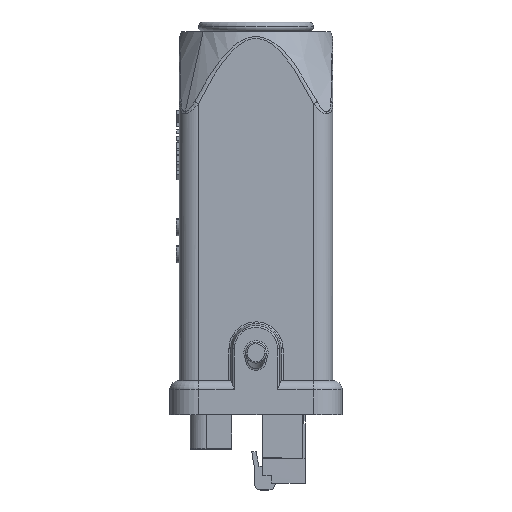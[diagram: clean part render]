
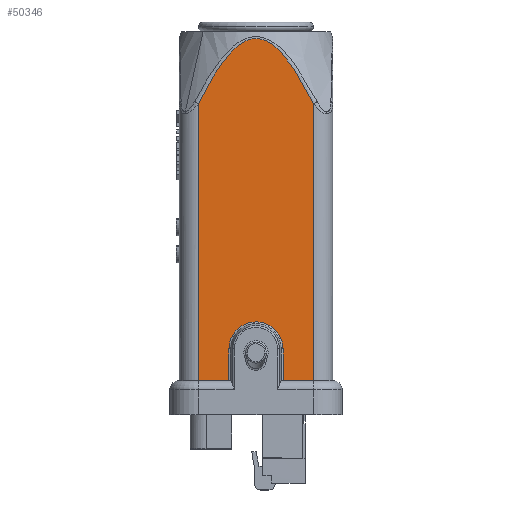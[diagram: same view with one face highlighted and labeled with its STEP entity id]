
A CAD part, top view. The second image highlights one B-rep face of the part: STEP entity #50346.
In plain terms, the highlighted face is planar.
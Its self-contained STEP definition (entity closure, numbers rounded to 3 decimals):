
#39503=DIRECTION('',(0.,1.,0.));
#39504=VECTOR('',#39503,43.427);
#39505=CARTESIAN_POINT('',(-12.,5.3,-9.));
#39506=LINE('',#39505,#39504);
#42941=DIRECTION('',(0.,-1.,0.));
#42942=VECTOR('',#42941,5.);
#42943=CARTESIAN_POINT('',(-12.,10.3,-4.23));
#42944=LINE('',#42943,#42942);
#43073=DIRECTION('',(0.,1.,0.));
#43074=VECTOR('',#43073,5.);
#43075=CARTESIAN_POINT('',(-12.,5.3,4.23));
#43076=LINE('',#43075,#43074);
#43087=CARTESIAN_POINT('',(-12.,10.3,0.));
#43088=DIRECTION('',(1.,0.,0.));
#43089=DIRECTION('',(0.,0.043,-0.999));
#43090=AXIS2_PLACEMENT_3D('',#43087,#43088,#43089);
#43095=CARTESIAN_POINT('',(-12.,10.3,0.));
#43096=DIRECTION('',(1.,0.,0.));
#43097=DIRECTION('',(0.,0.,-1.));
#43098=AXIS2_PLACEMENT_3D('',#43095,#43096,#43097);
#43103=DIRECTION('',(0.,0.,1.));
#43104=VECTOR('',#43103,4.77);
#43105=CARTESIAN_POINT('',(-12.,5.3,-9.));
#43106=LINE('',#43105,#43104);
#43110=CARTESIAN_POINT('',(-12.,48.727,
9.));
#43111=CARTESIAN_POINT('',(-12.,49.171,
8.778));
#43112=CARTESIAN_POINT('',(-12.,50.163,
8.273));
#43113=CARTESIAN_POINT('',(-12.,51.683,
7.451));
#43114=CARTESIAN_POINT('',(-12.,53.24,
6.536));
#43115=CARTESIAN_POINT('',(-12.,54.667,
5.605));
#43116=CARTESIAN_POINT('',(-12.,55.902,
4.684));
#43117=CARTESIAN_POINT('',(-12.,56.929,
3.781));
#43118=CARTESIAN_POINT('',(-12.,57.744,
2.896));
#43119=CARTESIAN_POINT('',(-12.,58.346,2.023));
#43120=CARTESIAN_POINT('',(-12.,58.731,
1.173));
#43121=CARTESIAN_POINT('',(-12.,58.91,
0.347));
#43122=CARTESIAN_POINT('',(-12.,58.896,
-0.465));
#43123=CARTESIAN_POINT('',(-12.,58.689,
-1.292));
#43124=CARTESIAN_POINT('',(-12.,58.276,
-2.142));
#43125=CARTESIAN_POINT('',(-12.,57.647,
-3.013));
#43126=CARTESIAN_POINT('',(-12.,56.81,
-3.894));
#43127=CARTESIAN_POINT('',(-12.,55.771,
-4.788));
#43128=CARTESIAN_POINT('',(-12.,54.538,
-5.693));
#43129=CARTESIAN_POINT('',(-12.,53.129,
-6.603));
#43130=CARTESIAN_POINT('',(-12.,51.601,
-7.496));
#43131=CARTESIAN_POINT('',(-12.,50.118,
-8.295));
#43132=CARTESIAN_POINT('',(-12.,49.154,
-8.787));
#43133=CARTESIAN_POINT('',(-12.,48.727,
-9.));
#43138=DIRECTION('',(0.,0.,1.));
#43139=VECTOR('',#43138,4.77);
#43140=CARTESIAN_POINT('',(-12.,5.3,4.23));
#43141=LINE('',#43140,#43139);
#43268=DIRECTION('',(0.,-1.,0.));
#43269=VECTOR('',#43268,43.427);
#43270=CARTESIAN_POINT('',(-12.,48.727,
9.));
#43271=LINE('',#43270,#43269);
#45166=CARTESIAN_POINT('',(-12.,5.3,-9.));
#45167=VERTEX_POINT('',#45166);
#45168=CARTESIAN_POINT('',(-12.,48.727,
-9.));
#45169=VERTEX_POINT('',#45168);
#45512=VERTEX_POINT('',#43110);
#45515=CARTESIAN_POINT('',(-12.,5.3,9.));
#45516=VERTEX_POINT('',#45515);
#45533=CARTESIAN_POINT('',(-12.,5.3,4.23));
#45534=CARTESIAN_POINT('',(-12.,10.3,4.23));
#45535=VERTEX_POINT('',#45533);
#45536=VERTEX_POINT('',#45534);
#45550=CARTESIAN_POINT('',(-12.,10.3,-4.23));
#45551=VERTEX_POINT('',#45550);
#45552=CARTESIAN_POINT('',(-12.,5.3,-4.23));
#45553=VERTEX_POINT('',#45552);
#45554=CARTESIAN_POINT('',(-12.,10.484,-4.226));
#45555=VERTEX_POINT('',#45554);
#50328=CARTESIAN_POINT('',(-12.,5.3,-9.));
#50329=DIRECTION('',(-1.,0.,0.));
#50330=DIRECTION('',(0.,0.,1.));
#50331=AXIS2_PLACEMENT_3D('',#50328,#50329,#50330);
#50332=PLANE('',#50331);
#50333=ORIENTED_EDGE('',*,*,#50229,.F.);
#50334=ORIENTED_EDGE('',*,*,#50227,.F.);
#50335=ORIENTED_EDGE('',*,*,#50214,.T.);
#50336=ORIENTED_EDGE('',*,*,#47039,.F.);
#50337=ORIENTED_EDGE('',*,*,#47073,.T.);
#50339=ORIENTED_EDGE('',*,*,#50338,.F.);
#50341=ORIENTED_EDGE('',*,*,#50340,.T.);
#50342=ORIENTED_EDGE('',*,*,#49577,.F.);
#50343=ORIENTED_EDGE('',*,*,#50318,.T.);
#50344=EDGE_LOOP('',(#50333,#50334,#50335,#50336,#50337,#50339,#50341,#50342,
#50343));
#50345=FACE_OUTER_BOUND('',#50344,.F.);
#50346=ADVANCED_FACE('',(#50345),#50332,.T.);
#43091=CIRCLE('',#43090,4.23);
#43099=CIRCLE('',#43098,4.23);
#43134=B_SPLINE_CURVE_WITH_KNOTS('',3,(#43110,#43111,#43112,#43113,#43114,
#43115,#43116,#43117,#43118,#43119,#43120,#43121,#43122,#43123,#43124,#43125,
#43126,#43127,#43128,#43129,#43130,#43131,#43132,#43133),.UNSPECIFIED.,.F.,.F.,(
4,1,1,1,1,1,1,1,1,1,1,1,1,1,1,1,1,1,1,1,1,4),(0.,0.052,
0.117,0.182,0.243,0.298,
0.346,0.388,0.426,0.459,
0.488,0.516,0.546,0.579,
0.617,0.66,0.709,0.763,
0.822,0.886,0.95,1.),.UNSPECIFIED.);
#47039=EDGE_CURVE('',#45167,#45553,#43106,.T.);
#47073=EDGE_CURVE('',#45167,#45169,#39506,.T.);
#49577=EDGE_CURVE('',#45535,#45516,#43141,.T.);
#50214=EDGE_CURVE('',#45551,#45553,#42944,.T.);
#50227=EDGE_CURVE('',#45551,#45555,#43099,.T.);
#50229=EDGE_CURVE('',#45555,#45536,#43091,.T.);
#50318=EDGE_CURVE('',#45535,#45536,#43076,.T.);
#50338=EDGE_CURVE('',#45512,#45169,#43134,.T.);
#50340=EDGE_CURVE('',#45512,#45516,#43271,.T.);
